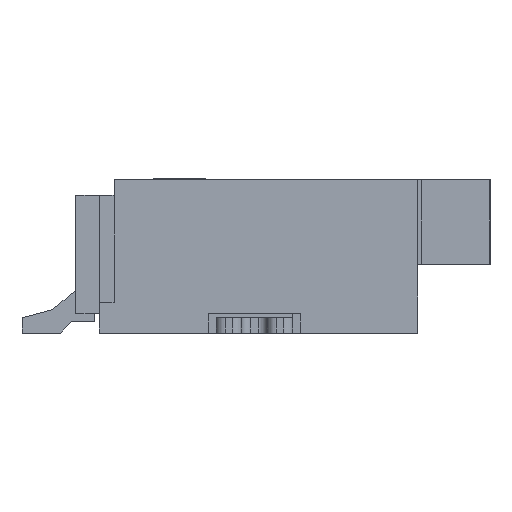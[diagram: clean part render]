
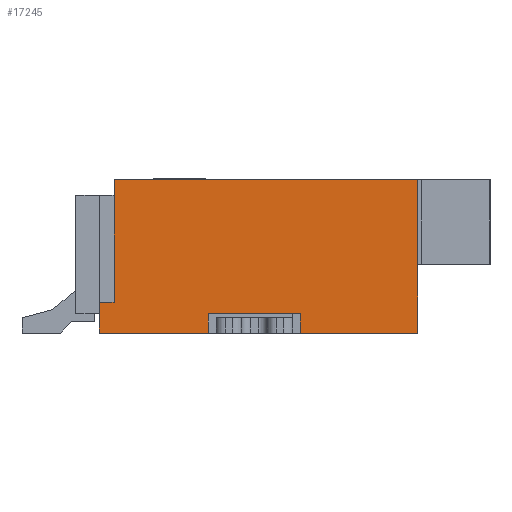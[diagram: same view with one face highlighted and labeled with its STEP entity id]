
A CAD part, left-side view. The second image highlights one B-rep face of the part: STEP entity #17245.
In plain terms, the highlighted planar face has unit normal (-1, 0, 0).
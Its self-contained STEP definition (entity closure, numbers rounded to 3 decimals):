
#16161 = VERTEX_POINT('',#16162);
#16162 = CARTESIAN_POINT('',(-5.2,0.55,2.));
#16170 = EDGE_CURVE('',#16161,#16171,#16173,.T.);
#16171 = VERTEX_POINT('',#16172);
#16172 = CARTESIAN_POINT('',(-5.2,-3.41,2.));
#16173 = LINE('',#16174,#16175);
#16174 = CARTESIAN_POINT('',(-5.2,0.74,2.));
#16175 = VECTOR('',#16176,1.);
#16176 = DIRECTION('',(-0.,-1.,0.));
#17245 = ADVANCED_FACE('',(#17246),#17319,.F.);
#17246 = FACE_BOUND('',#17247,.T.);
#17247 = EDGE_LOOP('',(#17248,#17256,#17264,#17272,#17280,#17288,#17296,
    #17304,#17312,#17318));
#17248 = ORIENTED_EDGE('',*,*,#17249,.F.);
#17249 = EDGE_CURVE('',#17250,#16161,#17252,.T.);
#17250 = VERTEX_POINT('',#17251);
#17251 = CARTESIAN_POINT('',(-5.2,0.55,0.4));
#17252 = LINE('',#17253,#17254);
#17253 = CARTESIAN_POINT('',(-5.2,0.55,0.4));
#17254 = VECTOR('',#17255,1.);
#17255 = DIRECTION('',(0.,0.,1.));
#17256 = ORIENTED_EDGE('',*,*,#17257,.T.);
#17257 = EDGE_CURVE('',#17250,#17258,#17260,.T.);
#17258 = VERTEX_POINT('',#17259);
#17259 = CARTESIAN_POINT('',(-5.2,0.74,0.4));
#17260 = LINE('',#17261,#17262);
#17261 = CARTESIAN_POINT('',(-5.2,-1.3,0.4));
#17262 = VECTOR('',#17263,1.);
#17263 = DIRECTION('',(0.,1.,0.));
#17264 = ORIENTED_EDGE('',*,*,#17265,.F.);
#17265 = EDGE_CURVE('',#17266,#17258,#17268,.T.);
#17266 = VERTEX_POINT('',#17267);
#17267 = CARTESIAN_POINT('',(-5.2,0.74,0.));
#17268 = LINE('',#17269,#17270);
#17269 = CARTESIAN_POINT('',(-5.2,0.74,0.));
#17270 = VECTOR('',#17271,1.);
#17271 = DIRECTION('',(0.,0.,1.));
#17272 = ORIENTED_EDGE('',*,*,#17273,.F.);
#17273 = EDGE_CURVE('',#17274,#17266,#17276,.T.);
#17274 = VERTEX_POINT('',#17275);
#17275 = CARTESIAN_POINT('',(-5.2,-0.68,0.));
#17276 = LINE('',#17277,#17278);
#17277 = CARTESIAN_POINT('',(-5.2,0.74,0.));
#17278 = VECTOR('',#17279,1.);
#17279 = DIRECTION('',(0.,1.,0.));
#17280 = ORIENTED_EDGE('',*,*,#17281,.F.);
#17281 = EDGE_CURVE('',#17282,#17274,#17284,.T.);
#17282 = VERTEX_POINT('',#17283);
#17283 = CARTESIAN_POINT('',(-5.2,-0.68,0.25));
#17284 = LINE('',#17285,#17286);
#17285 = CARTESIAN_POINT('',(-5.2,-0.68,0.25));
#17286 = VECTOR('',#17287,1.);
#17287 = DIRECTION('',(0.,0.,-1.));
#17288 = ORIENTED_EDGE('',*,*,#17289,.T.);
#17289 = EDGE_CURVE('',#17282,#17290,#17292,.T.);
#17290 = VERTEX_POINT('',#17291);
#17291 = CARTESIAN_POINT('',(-5.2,-1.88,0.25));
#17292 = LINE('',#17293,#17294);
#17293 = CARTESIAN_POINT('',(-5.2,-1.3,0.25));
#17294 = VECTOR('',#17295,1.);
#17295 = DIRECTION('',(0.,-1.,0.));
#17296 = ORIENTED_EDGE('',*,*,#17297,.T.);
#17297 = EDGE_CURVE('',#17290,#17298,#17300,.T.);
#17298 = VERTEX_POINT('',#17299);
#17299 = CARTESIAN_POINT('',(-5.2,-1.88,0.));
#17300 = LINE('',#17301,#17302);
#17301 = CARTESIAN_POINT('',(-5.2,-1.88,0.25));
#17302 = VECTOR('',#17303,1.);
#17303 = DIRECTION('',(0.,0.,-1.));
#17304 = ORIENTED_EDGE('',*,*,#17305,.F.);
#17305 = EDGE_CURVE('',#17306,#17298,#17308,.T.);
#17306 = VERTEX_POINT('',#17307);
#17307 = CARTESIAN_POINT('',(-5.2,-3.41,0.));
#17308 = LINE('',#17309,#17310);
#17309 = CARTESIAN_POINT('',(-5.2,0.74,0.));
#17310 = VECTOR('',#17311,1.);
#17311 = DIRECTION('',(0.,1.,0.));
#17312 = ORIENTED_EDGE('',*,*,#17313,.F.);
#17313 = EDGE_CURVE('',#16171,#17306,#17314,.T.);
#17314 = LINE('',#17315,#17316);
#17315 = CARTESIAN_POINT('',(-5.2,-3.41,0.));
#17316 = VECTOR('',#17317,1.);
#17317 = DIRECTION('',(0.,0.,-1.));
#17318 = ORIENTED_EDGE('',*,*,#16170,.F.);
#17319 = PLANE('',#17320);
#17320 = AXIS2_PLACEMENT_3D('',#17321,#17322,#17323);
#17321 = CARTESIAN_POINT('',(-5.2,-1.3,2.));
#17322 = DIRECTION('',(1.,0.,0.));
#17323 = DIRECTION('',(0.,0.,1.));
